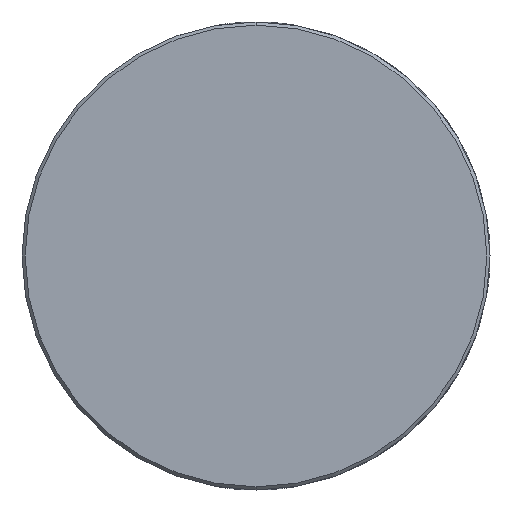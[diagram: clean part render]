
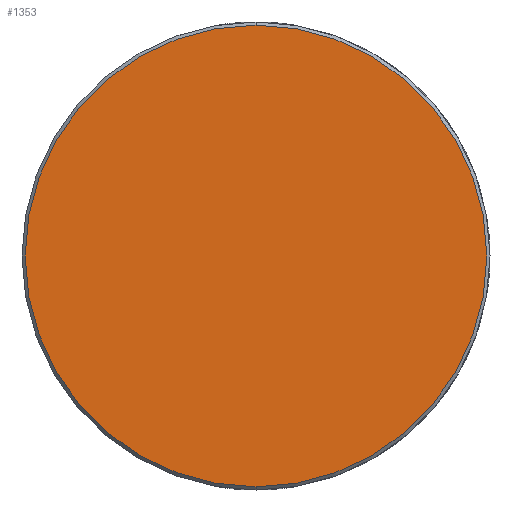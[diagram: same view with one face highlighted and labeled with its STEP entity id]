
A CAD part, front view. The second image highlights one B-rep face of the part: STEP entity #1353.
In plain terms, the highlighted planar face has unit normal (0, -1, 0).
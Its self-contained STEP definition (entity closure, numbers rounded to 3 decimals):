
#54 = CIRCLE ( 'NONE', #1543, 36. ) ;
#533 = AXIS2_PLACEMENT_3D ( 'NONE', #1955, #789, #2147 ) ;
#682 = CARTESIAN_POINT ( 'NONE',  ( 0., -150.64, 0. ) ) ;
#756 = AXIS2_PLACEMENT_3D ( 'NONE', #1939, #772, #2131 ) ;
#772 = DIRECTION ( 'NONE',  ( 0., -1., 0. ) ) ;
#774 = ORIENTED_EDGE ( 'NONE', *, *, #1625, .T. ) ;
#789 = DIRECTION ( 'NONE',  ( 0., 1., 0. ) ) ;
#879 = DIRECTION ( 'NONE',  ( 0., 0., 1. ) ) ;
#911 = EDGE_CURVE ( 'NONE', #2441, #1564, #54, .T. ) ;
#1114 = CIRCLE ( 'NONE', #756, 36. ) ;
#1141 = CARTESIAN_POINT ( 'NONE',  ( 0., -150.64, 36. ) ) ;
#1148 = FACE_OUTER_BOUND ( 'NONE', #2389, .T. ) ;
#1353 = ADVANCED_FACE ( 'NONE', ( #1148 ), #1537, .F. ) ;
#1537 = PLANE ( 'NONE',  #533 ) ;
#1543 = AXIS2_PLACEMENT_3D ( 'NONE', #682, #2041, #879 ) ;
#1564 = VERTEX_POINT ( 'NONE', #1141 ) ;
#1625 = EDGE_CURVE ( 'NONE', #1564, #2441, #1114, .T. ) ;
#1776 = CARTESIAN_POINT ( 'NONE',  ( 0., -150.64, -36. ) ) ;
#1939 = CARTESIAN_POINT ( 'NONE',  ( 0., -150.64, 0. ) ) ;
#1955 = CARTESIAN_POINT ( 'NONE',  ( 36.5, -150.64, 0. ) ) ;
#2041 = DIRECTION ( 'NONE',  ( 0., -1., 0. ) ) ;
#2131 = DIRECTION ( 'NONE',  ( 0., 0., 1. ) ) ;
#2147 = DIRECTION ( 'NONE',  ( 0., 0., 1. ) ) ;
#2216 = ORIENTED_EDGE ( 'NONE', *, *, #911, .T. ) ;
#2389 = EDGE_LOOP ( 'NONE', ( #774, #2216 ) ) ;
#2441 = VERTEX_POINT ( 'NONE', #1776 ) ;
